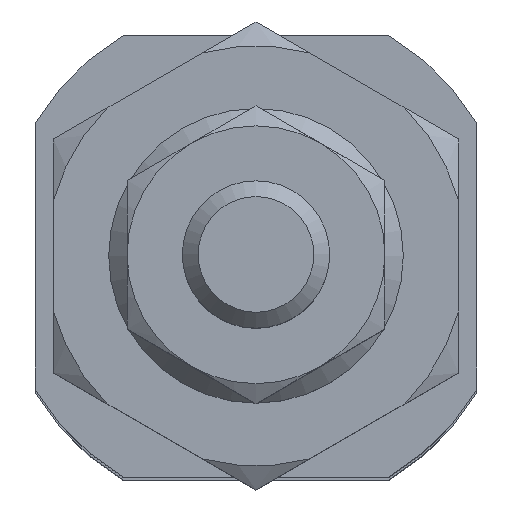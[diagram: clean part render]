
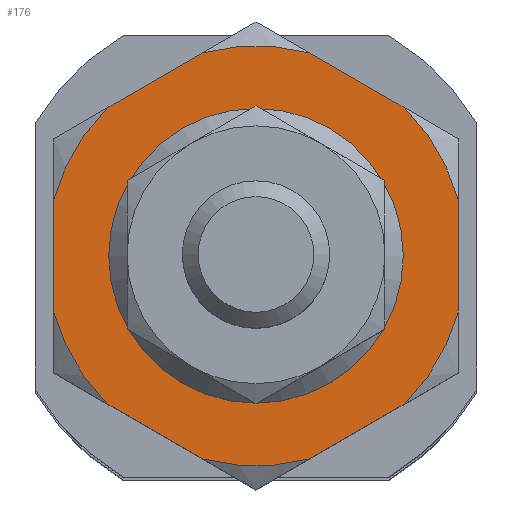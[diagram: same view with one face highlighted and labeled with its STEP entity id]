
A CAD part, top view. The second image highlights one B-rep face of the part: STEP entity #176.
In plain terms, the highlighted planar face has unit normal (0, 0, 1).
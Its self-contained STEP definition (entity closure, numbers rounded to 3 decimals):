
#176 = ADVANCED_FACE( '', ( #297, #298 ), #299, .T. );
#297 = FACE_BOUND( '', #552, .T. );
#298 = FACE_OUTER_BOUND( '', #553, .T. );
#299 = PLANE( '', #554 );
#552 = EDGE_LOOP( '', ( #844 ) );
#553 = EDGE_LOOP( '', ( #845, #846, #847, #848, #849, #850, #851, #852, #853, #854, #855, #856 ) );
#554 = AXIS2_PLACEMENT_3D( '', #857, #858, #859 );
#844 = ORIENTED_EDGE( '', *, *, #1589, .F. );
#845 = ORIENTED_EDGE( '', *, *, #1590, .F. );
#846 = ORIENTED_EDGE( '', *, *, #1591, .T. );
#847 = ORIENTED_EDGE( '', *, *, #1592, .F. );
#848 = ORIENTED_EDGE( '', *, *, #1593, .T. );
#849 = ORIENTED_EDGE( '', *, *, #1594, .F. );
#850 = ORIENTED_EDGE( '', *, *, #1595, .T. );
#851 = ORIENTED_EDGE( '', *, *, #1596, .F. );
#852 = ORIENTED_EDGE( '', *, *, #1597, .T. );
#853 = ORIENTED_EDGE( '', *, *, #1598, .F. );
#854 = ORIENTED_EDGE( '', *, *, #1599, .T. );
#855 = ORIENTED_EDGE( '', *, *, #1600, .F. );
#856 = ORIENTED_EDGE( '', *, *, #1576, .T. );
#857 = CARTESIAN_POINT( '', ( 0., 0., 52.5 ) );
#858 = DIRECTION( '', ( 0., 0., 1. ) );
#859 = DIRECTION( '', ( 1., 0., 0. ) );
#1576 = EDGE_CURVE( '', #1811, #1809, #1812, .T. );
#1589 = EDGE_CURVE( '', #1832, #1832, #1833, .T. );
#1590 = EDGE_CURVE( '', #1834, #1809, #1835, .F. );
#1591 = EDGE_CURVE( '', #1834, #1836, #1837, .T. );
#1592 = EDGE_CURVE( '', #1838, #1836, #1839, .F. );
#1593 = EDGE_CURVE( '', #1838, #1840, #1841, .T. );
#1594 = EDGE_CURVE( '', #1842, #1840, #1843, .F. );
#1595 = EDGE_CURVE( '', #1842, #1844, #1845, .T. );
#1596 = EDGE_CURVE( '', #1846, #1844, #1847, .F. );
#1597 = EDGE_CURVE( '', #1846, #1848, #1849, .T. );
#1598 = EDGE_CURVE( '', #1850, #1848, #1851, .F. );
#1599 = EDGE_CURVE( '', #1850, #1852, #1853, .T. );
#1600 = EDGE_CURVE( '', #1811, #1852, #1854, .F. );
#1809 = VERTEX_POINT( '', #2211 );
#1811 = VERTEX_POINT( '', #2216 );
#1812 = LINE( '', #2217, #2218 );
#1832 = VERTEX_POINT( '', #2252 );
#1833 = CIRCLE( '', #2253, 4. );
#1834 = VERTEX_POINT( '', #2254 );
#1835 = CIRCLE( '', #2255, 5.7 );
#1836 = VERTEX_POINT( '', #2256 );
#1837 = LINE( '', #2257, #2258 );
#1838 = VERTEX_POINT( '', #2259 );
#1839 = CIRCLE( '', #2260, 5.7 );
#1840 = VERTEX_POINT( '', #2261 );
#1841 = LINE( '', #2262, #2263 );
#1842 = VERTEX_POINT( '', #2264 );
#1843 = CIRCLE( '', #2265, 5.7 );
#1844 = VERTEX_POINT( '', #2266 );
#1845 = LINE( '', #2267, #2268 );
#1846 = VERTEX_POINT( '', #2269 );
#1847 = CIRCLE( '', #2270, 5.7 );
#1848 = VERTEX_POINT( '', #2271 );
#1849 = LINE( '', #2272, #2273 );
#1850 = VERTEX_POINT( '', #2274 );
#1851 = CIRCLE( '', #2275, 5.7 );
#1852 = VERTEX_POINT( '', #2276 );
#1853 = LINE( '', #2277, #2278 );
#1854 = CIRCLE( '', #2279, 5.7 );
#2211 = CARTESIAN_POINT( '', ( 4.046, -4.015, 52.5 ) );
#2216 = CARTESIAN_POINT( '', ( 1.454, -5.511, 52.5 ) );
#2217 = CARTESIAN_POINT( '', ( 0., -6.351, 52.5 ) );
#2218 = VECTOR( '', #2908, 1000. );
#2252 = CARTESIAN_POINT( '', ( 4., 0., 52.5 ) );
#2253 = AXIS2_PLACEMENT_3D( '', #2926, #2927, #2928 );
#2254 = CARTESIAN_POINT( '', ( 5.5, -1.497, 52.5 ) );
#2255 = AXIS2_PLACEMENT_3D( '', #2929, #2930, #2931 );
#2256 = CARTESIAN_POINT( '', ( 5.5, 1.497, 52.5 ) );
#2257 = CARTESIAN_POINT( '', ( 5.5, -3.175, 52.5 ) );
#2258 = VECTOR( '', #2932, 1000. );
#2259 = CARTESIAN_POINT( '', ( 4.046, 4.015, 52.5 ) );
#2260 = AXIS2_PLACEMENT_3D( '', #2933, #2934, #2935 );
#2261 = CARTESIAN_POINT( '', ( 1.454, 5.511, 52.5 ) );
#2262 = CARTESIAN_POINT( '', ( 5.5, 3.175, 52.5 ) );
#2263 = VECTOR( '', #2936, 1000. );
#2264 = CARTESIAN_POINT( '', ( -1.454, 5.511, 52.5 ) );
#2265 = AXIS2_PLACEMENT_3D( '', #2937, #2938, #2939 );
#2266 = CARTESIAN_POINT( '', ( -4.046, 4.015, 52.5 ) );
#2267 = CARTESIAN_POINT( '', ( 0., 6.351, 52.5 ) );
#2268 = VECTOR( '', #2940, 1000. );
#2269 = CARTESIAN_POINT( '', ( -5.5, 1.497, 52.5 ) );
#2270 = AXIS2_PLACEMENT_3D( '', #2941, #2942, #2943 );
#2271 = CARTESIAN_POINT( '', ( -5.5, -1.497, 52.5 ) );
#2272 = CARTESIAN_POINT( '', ( -5.5, 3.175, 52.5 ) );
#2273 = VECTOR( '', #2944, 1000. );
#2274 = CARTESIAN_POINT( '', ( -4.046, -4.015, 52.5 ) );
#2275 = AXIS2_PLACEMENT_3D( '', #2945, #2946, #2947 );
#2276 = CARTESIAN_POINT( '', ( -1.454, -5.511, 52.5 ) );
#2277 = CARTESIAN_POINT( '', ( -5.5, -3.175, 52.5 ) );
#2278 = VECTOR( '', #2948, 1000. );
#2279 = AXIS2_PLACEMENT_3D( '', #2949, #2950, #2951 );
#2908 = DIRECTION( '', ( 0.866, 0.5, 0. ) );
#2926 = CARTESIAN_POINT( '', ( 0., 0., 52.5 ) );
#2927 = DIRECTION( '', ( 0., 0., 1. ) );
#2928 = DIRECTION( '', ( 1., 0., 0. ) );
#2929 = CARTESIAN_POINT( '', ( 0., 0., 52.5 ) );
#2930 = DIRECTION( '', ( 0., 0., 1. ) );
#2931 = DIRECTION( '', ( 1., 0., 0. ) );
#2932 = DIRECTION( '', ( 0., 1., 0. ) );
#2933 = CARTESIAN_POINT( '', ( 0., 0., 52.5 ) );
#2934 = DIRECTION( '', ( 0., 0., 1. ) );
#2935 = DIRECTION( '', ( 1., 0., 0. ) );
#2936 = DIRECTION( '', ( -0.866, 0.5, 0. ) );
#2937 = CARTESIAN_POINT( '', ( 0., 0., 52.5 ) );
#2938 = DIRECTION( '', ( 0., 0., 1. ) );
#2939 = DIRECTION( '', ( 1., 0., 0. ) );
#2940 = DIRECTION( '', ( -0.866, -0.5, 0. ) );
#2941 = CARTESIAN_POINT( '', ( 0., 0., 52.5 ) );
#2942 = DIRECTION( '', ( 0., 0., 1. ) );
#2943 = DIRECTION( '', ( 1., 0., 0. ) );
#2944 = DIRECTION( '', ( 0., -1., 0. ) );
#2945 = CARTESIAN_POINT( '', ( 0., 0., 52.5 ) );
#2946 = DIRECTION( '', ( 0., 0., 1. ) );
#2947 = DIRECTION( '', ( 1., 0., 0. ) );
#2948 = DIRECTION( '', ( 0.866, -0.5, 0. ) );
#2949 = CARTESIAN_POINT( '', ( 0., 0., 52.5 ) );
#2950 = DIRECTION( '', ( 0., 0., 1. ) );
#2951 = DIRECTION( '', ( 1., 0., 0. ) );
